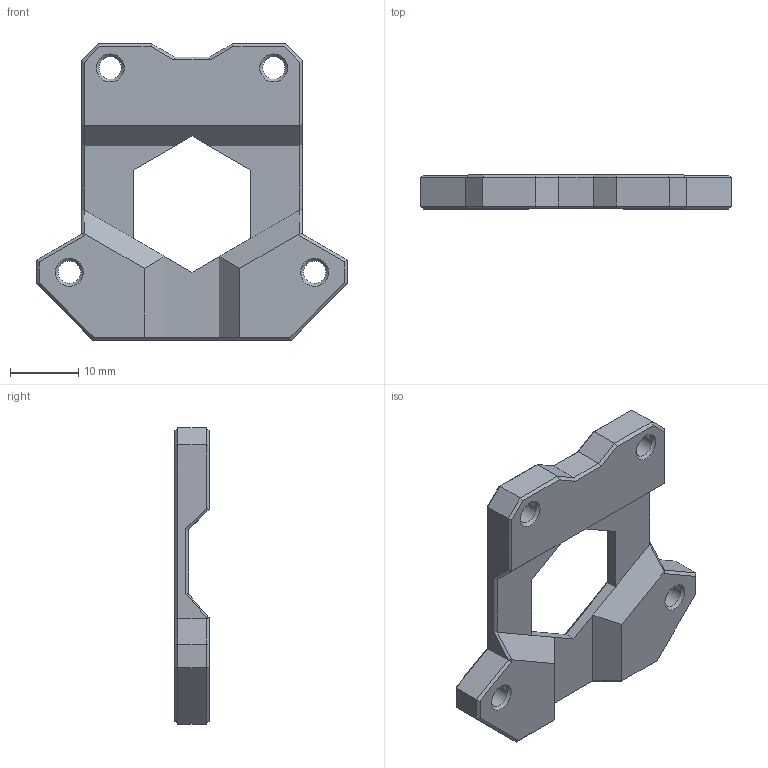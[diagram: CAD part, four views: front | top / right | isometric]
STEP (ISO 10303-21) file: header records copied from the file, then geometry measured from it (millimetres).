
FILE_DESCRIPTION(/* description */ ('','CAx-IF Rec.Pracs.---Representation and Presentation of Product Manufacturing Information (PMI)---4.0---2014-10-13'),/* implementation_level */ '2;1');
FILE_NAME(/* name */ 'Toolhead_Spacer.step',/* time_stamp */ '2024-12-14T13:04:34+02:00',/* author */ (''),/* organization */ (''),/* preprocessor_version */ 'ST-DEVELOPER v20',/* originating_system */ 'Autodesk Translation Framework v13.20.0.188',/* authorisation */ '');
FILE_SCHEMA (('AP242_MANAGED_MODEL_BASED_3D_ENGINEERING_MIM_LF { 1 0 10303 442 1 1 4 }'));
Length unit declared in the file: millimetre
Products named in the file (1): Spacer
Bounding box: 45.62 x 5 x 43.47 mm (x, y, z)
Volume: 4772.6 mm3; surface area: 3423.7 mm2
Topology: 1 solids, 1 shells, 96 faces, 227 edges, 132 vertices
Faces by surface type: plane 84, cone 8, cylinder 4
Full cylindrical faces by diameter (mm): 3.3 x4
Entity records: 2696 total; most frequent: CARTESIAN_POINT 456, ORIENTED_EDGE 454, DIRECTION 437, EDGE_CURVE 227, LINE 211, VECTOR 211, VERTEX_POINT 132, AXIS2_PLACEMENT_3D 113
